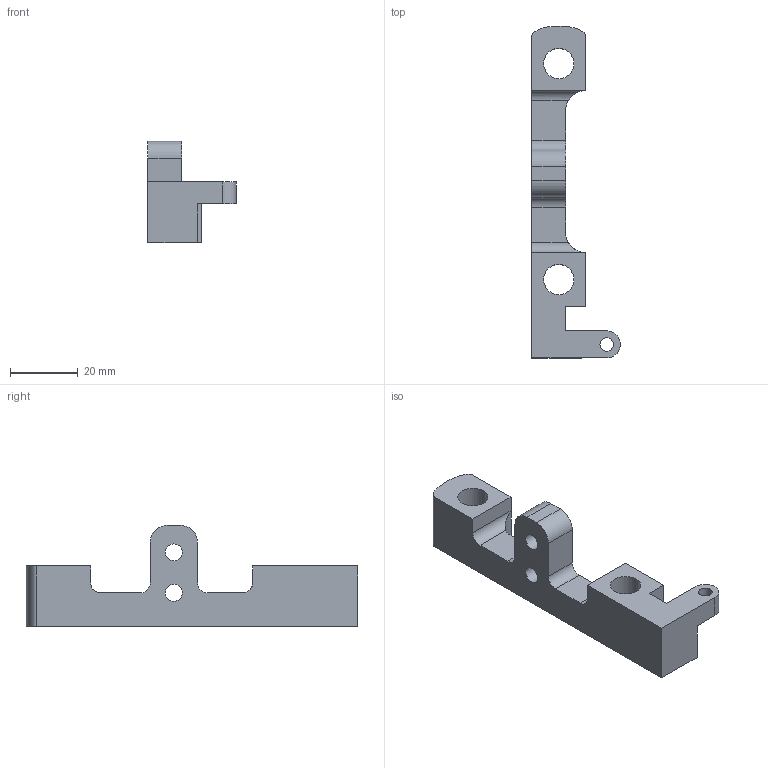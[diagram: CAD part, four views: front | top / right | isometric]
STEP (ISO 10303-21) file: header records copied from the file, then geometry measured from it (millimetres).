
FILE_DESCRIPTION(/* description */ ('Alibre Inc.'),/* implementation_level */ '2;1');
FILE_NAME(/* name */ 'export0',/* time_stamp */ '2013-10-11T23:11:48+01:00',/* author */ (''),/* organization */ (''),/* preprocessor_version */ 'ST-DEVELOPER v14',/* originating_system */ 'Alibre',/* authorisation */ '');
FILE_SCHEMA (('CONFIG_CONTROL_DESIGN'));
Length unit declared in the file: centimetre
Products named in the file (1): ID_1
Bounding box: 26.22 x 98.34 x 30 mm (x, y, z)
Volume: 17556.7 mm3; surface area: 8707.6 mm2
Topology: 1 solids, 1 shells, 49 faces, 136 edges, 91 vertices
Faces by surface type: plane 34, cylinder 14, extrusion 1
Full cylindrical faces by diameter (mm): 4 x1, 5 x2, 9 x2
Entity records: 1650 total; most frequent: CARTESIAN_POINT 337, ORIENTED_EDGE 256, DIRECTION 217, EDGE_CURVE 128, VECTOR 97, LINE 96, VERTEX_POINT 88, AXIS2_PLACEMENT_3D 77
